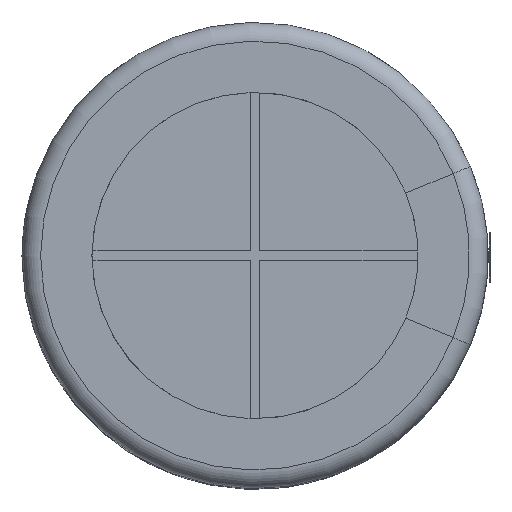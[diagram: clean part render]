
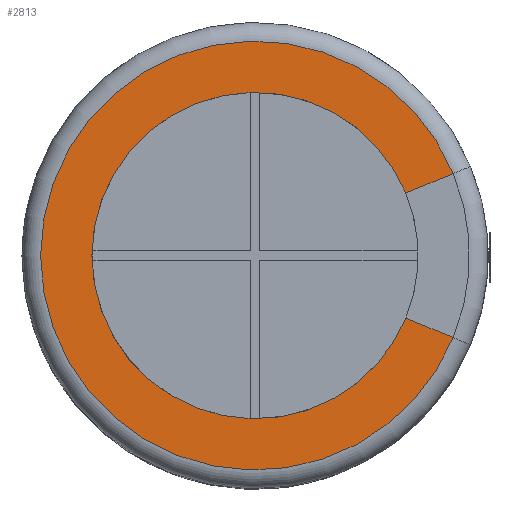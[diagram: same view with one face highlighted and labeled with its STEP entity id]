
A CAD part, top view. The second image highlights one B-rep face of the part: STEP entity #2813.
In plain terms, the highlighted planar face has unit normal (0, 0, 1).
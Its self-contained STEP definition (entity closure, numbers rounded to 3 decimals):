
#2327 = TOROIDAL_SURFACE('',#2328,2.3,0.2);
#2328 = AXIS2_PLACEMENT_3D('',#2329,#2330,#2331);
#2329 = CARTESIAN_POINT('',(1.,0.,4.8));
#2330 = DIRECTION('',(0.,0.,1.));
#2331 = DIRECTION('',(0.924,-0.383,0.));
#2696 = VERTEX_POINT('',#2697);
#2697 = CARTESIAN_POINT('',(3.125,-0.88,5.));
#2719 = EDGE_CURVE('',#2696,#2720,#2722,.T.);
#2720 = VERTEX_POINT('',#2721);
#2721 = CARTESIAN_POINT('',(3.125,0.88,5.));
#2722 = SURFACE_CURVE('',#2723,(#2728,#2735),.PCURVE_S1.);
#2723 = CIRCLE('',#2724,2.3);
#2724 = AXIS2_PLACEMENT_3D('',#2725,#2726,#2727);
#2725 = CARTESIAN_POINT('',(1.,0.,5.));
#2726 = DIRECTION('',(0.,0.,-1.));
#2727 = DIRECTION('',(0.924,-0.383,0.));
#2728 = PCURVE('',#2327,#2729);
#2729 = DEFINITIONAL_REPRESENTATION('',(#2730),#2734);
#2730 = LINE('',#2731,#2732);
#2731 = CARTESIAN_POINT('',(6.283,1.571));
#2732 = VECTOR('',#2733,1.);
#2733 = DIRECTION('',(-1.,0.));
#2734 = ( GEOMETRIC_REPRESENTATION_CONTEXT(2) 
PARAMETRIC_REPRESENTATION_CONTEXT() REPRESENTATION_CONTEXT('2D SPACE',''
  ) );
#2735 = PCURVE('',#2736,#2741);
#2736 = PLANE('',#2737);
#2737 = AXIS2_PLACEMENT_3D('',#2738,#2739,#2740);
#2738 = CARTESIAN_POINT('',(1.,0.,5.));
#2739 = DIRECTION('',(0.,0.,-1.));
#2740 = DIRECTION('',(0.924,-0.383,0.));
#2741 = DEFINITIONAL_REPRESENTATION('',(#2742),#2746);
#2742 = CIRCLE('',#2743,2.3);
#2743 = AXIS2_PLACEMENT_2D('',#2744,#2745);
#2744 = CARTESIAN_POINT('',(0.,0.));
#2745 = DIRECTION('',(1.,0.));
#2746 = ( GEOMETRIC_REPRESENTATION_CONTEXT(2) 
PARAMETRIC_REPRESENTATION_CONTEXT() REPRESENTATION_CONTEXT('2D SPACE',''
  ) );
#2800 = PLANE('',#2801);
#2801 = AXIS2_PLACEMENT_3D('',#2802,#2803,#2804);
#2802 = CARTESIAN_POINT('',(1.,0.,5.));
#2803 = DIRECTION('',(0.,0.,-1.));
#2804 = DIRECTION('',(0.924,0.383,0.));
#2813 = ADVANCED_FACE('',(#2814),#2736,.F.);
#2814 = FACE_BOUND('',#2815,.F.);
#2815 = EDGE_LOOP('',(#2816,#2817,#2840,#2869));
#2816 = ORIENTED_EDGE('',*,*,#2719,.T.);
#2817 = ORIENTED_EDGE('',*,*,#2818,.T.);
#2818 = EDGE_CURVE('',#2720,#2819,#2821,.T.);
#2819 = VERTEX_POINT('',#2820);
#2820 = CARTESIAN_POINT('',(2.617,0.67,5.));
#2821 = SURFACE_CURVE('',#2822,(#2826,#2833),.PCURVE_S1.);
#2822 = LINE('',#2823,#2824);
#2823 = CARTESIAN_POINT('',(3.125,0.88,5.));
#2824 = VECTOR('',#2825,1.);
#2825 = DIRECTION('',(-0.924,-0.383,0.));
#2826 = PCURVE('',#2736,#2827);
#2827 = DEFINITIONAL_REPRESENTATION('',(#2828),#2832);
#2828 = LINE('',#2829,#2830);
#2829 = CARTESIAN_POINT('',(1.626,-1.626));
#2830 = VECTOR('',#2831,1.);
#2831 = DIRECTION('',(-0.707,0.707));
#2832 = ( GEOMETRIC_REPRESENTATION_CONTEXT(2) 
PARAMETRIC_REPRESENTATION_CONTEXT() REPRESENTATION_CONTEXT('2D SPACE',''
  ) );
#2833 = PCURVE('',#2800,#2834);
#2834 = DEFINITIONAL_REPRESENTATION('',(#2835),#2839);
#2835 = LINE('',#2836,#2837);
#2836 = CARTESIAN_POINT('',(2.3,0.));
#2837 = VECTOR('',#2838,1.);
#2838 = DIRECTION('',(-1.,0.));
#2839 = ( GEOMETRIC_REPRESENTATION_CONTEXT(2) 
PARAMETRIC_REPRESENTATION_CONTEXT() REPRESENTATION_CONTEXT('2D SPACE',''
  ) );
#2840 = ORIENTED_EDGE('',*,*,#2841,.F.);
#2841 = EDGE_CURVE('',#2842,#2819,#2844,.T.);
#2842 = VERTEX_POINT('',#2843);
#2843 = CARTESIAN_POINT('',(2.617,-0.67,5.));
#2844 = SURFACE_CURVE('',#2845,(#2850,#2857),.PCURVE_S1.);
#2845 = CIRCLE('',#2846,1.75);
#2846 = AXIS2_PLACEMENT_3D('',#2847,#2848,#2849);
#2847 = CARTESIAN_POINT('',(1.,0.,5.));
#2848 = DIRECTION('',(0.,0.,-1.));
#2849 = DIRECTION('',(0.924,-0.383,0.));
#2850 = PCURVE('',#2736,#2851);
#2851 = DEFINITIONAL_REPRESENTATION('',(#2852),#2856);
#2852 = CIRCLE('',#2853,1.75);
#2853 = AXIS2_PLACEMENT_2D('',#2854,#2855);
#2854 = CARTESIAN_POINT('',(0.,0.));
#2855 = DIRECTION('',(1.,0.));
#2856 = ( GEOMETRIC_REPRESENTATION_CONTEXT(2) 
PARAMETRIC_REPRESENTATION_CONTEXT() REPRESENTATION_CONTEXT('2D SPACE',''
  ) );
#2857 = PCURVE('',#2858,#2863);
#2858 = CYLINDRICAL_SURFACE('',#2859,1.75);
#2859 = AXIS2_PLACEMENT_3D('',#2860,#2861,#2862);
#2860 = CARTESIAN_POINT('',(1.,0.,5.));
#2861 = DIRECTION('',(0.,0.,-1.));
#2862 = DIRECTION('',(0.924,-0.383,0.));
#2863 = DEFINITIONAL_REPRESENTATION('',(#2864),#2868);
#2864 = LINE('',#2865,#2866);
#2865 = CARTESIAN_POINT('',(0.,0.));
#2866 = VECTOR('',#2867,1.);
#2867 = DIRECTION('',(1.,0.));
#2868 = ( GEOMETRIC_REPRESENTATION_CONTEXT(2) 
PARAMETRIC_REPRESENTATION_CONTEXT() REPRESENTATION_CONTEXT('2D SPACE',''
  ) );
#2869 = ORIENTED_EDGE('',*,*,#2870,.F.);
#2870 = EDGE_CURVE('',#2696,#2842,#2871,.T.);
#2871 = SURFACE_CURVE('',#2872,(#2876,#2883),.PCURVE_S1.);
#2872 = LINE('',#2873,#2874);
#2873 = CARTESIAN_POINT('',(3.125,-0.88,5.));
#2874 = VECTOR('',#2875,1.);
#2875 = DIRECTION('',(-0.924,0.383,0.));
#2876 = PCURVE('',#2736,#2877);
#2877 = DEFINITIONAL_REPRESENTATION('',(#2878),#2882);
#2878 = LINE('',#2879,#2880);
#2879 = CARTESIAN_POINT('',(2.3,0.));
#2880 = VECTOR('',#2881,1.);
#2881 = DIRECTION('',(-1.,0.));
#2882 = ( GEOMETRIC_REPRESENTATION_CONTEXT(2) 
PARAMETRIC_REPRESENTATION_CONTEXT() REPRESENTATION_CONTEXT('2D SPACE',''
  ) );
#2883 = PCURVE('',#2800,#2884);
#2884 = DEFINITIONAL_REPRESENTATION('',(#2885),#2889);
#2885 = LINE('',#2886,#2887);
#2886 = CARTESIAN_POINT('',(1.626,1.626));
#2887 = VECTOR('',#2888,1.);
#2888 = DIRECTION('',(-0.707,-0.707));
#2889 = ( GEOMETRIC_REPRESENTATION_CONTEXT(2) 
PARAMETRIC_REPRESENTATION_CONTEXT() REPRESENTATION_CONTEXT('2D SPACE',''
  ) );
